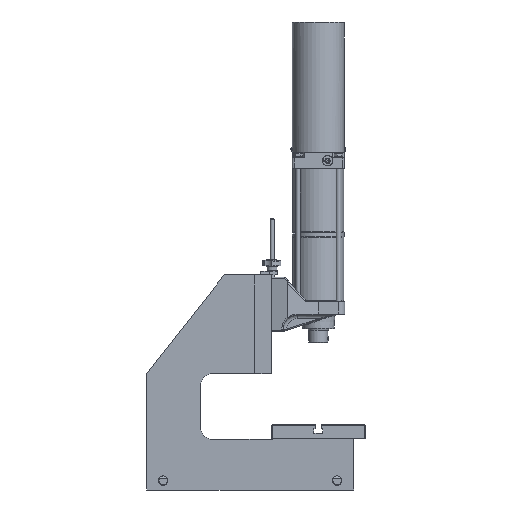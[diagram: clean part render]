
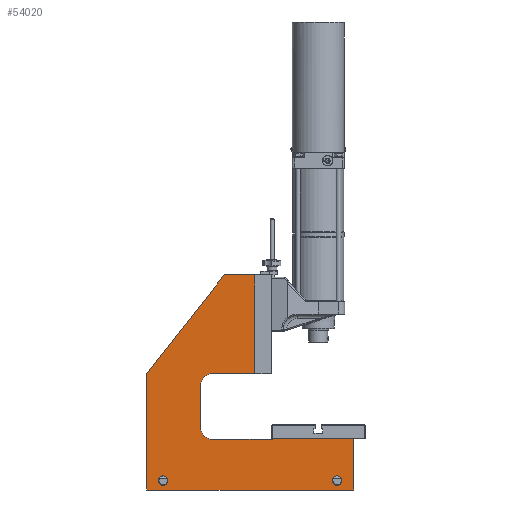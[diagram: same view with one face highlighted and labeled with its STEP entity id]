
A CAD part, left-side view. The second image highlights one B-rep face of the part: STEP entity #54020.
In plain terms, the highlighted planar face has unit normal (-1, 0, 0).
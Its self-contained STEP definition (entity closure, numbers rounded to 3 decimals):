
#48437=CARTESIAN_POINT('',(-13.68,28.386,30.));
#48438=VERTEX_POINT('',#48437);
#48439=CARTESIAN_POINT('',(-13.68,41.614,30.));
#48440=VERTEX_POINT('',#48439);
#48441=CARTESIAN_POINT('',(-13.68,35.0,22.5));
#48442=DIRECTION('',(1.0,0.0,0.0));
#48443=DIRECTION('',(0.0,-1.0,0.0));
#48444=AXIS2_PLACEMENT_3D('',#48441,#48442,#48443);
#48445=CIRCLE('',#48444,10.0);
#48446=EDGE_CURVE('',#48438,#48440,#48445,.T.);
#49397=CARTESIAN_POINT('',(-13.68,35.0,22.5));
#49398=DIRECTION('',(1.0,0.0,0.0));
#49399=DIRECTION('',(0.0,-1.0,0.0));
#49400=AXIS2_PLACEMENT_3D('',#49397,#49398,#49399);
#49401=CIRCLE('',#49400,10.0);
#49402=EDGE_CURVE('',#48440,#48438,#49401,.T.);
#49597=CARTESIAN_POINT('',(-13.68,398.386,30.));
#49598=VERTEX_POINT('',#49597);
#49599=CARTESIAN_POINT('',(-13.68,411.614,30.));
#49600=VERTEX_POINT('',#49599);
#49601=CARTESIAN_POINT('',(-13.68,405.0,22.5));
#49602=DIRECTION('',(1.0,0.0,0.0));
#49603=DIRECTION('',(0.0,-1.0,0.0));
#49604=AXIS2_PLACEMENT_3D('',#49601,#49602,#49603);
#49605=CIRCLE('',#49604,10.0);
#49606=EDGE_CURVE('',#49598,#49600,#49605,.T.);
#50581=CARTESIAN_POINT('',(-13.68,405.0,22.5));
#50582=DIRECTION('',(1.0,0.0,0.0));
#50583=DIRECTION('',(0.0,-1.0,0.0));
#50584=AXIS2_PLACEMENT_3D('',#50581,#50582,#50583);
#50585=CIRCLE('',#50584,10.0);
#50586=EDGE_CURVE('',#49600,#49598,#50585,.T.);
#51090=CARTESIAN_POINT('',(-13.68,275.,460.0));
#51091=VERTEX_POINT('',#51090);
#51098=CARTESIAN_POINT('',(-13.68,210.,460.0));
#51099=VERTEX_POINT('',#51098);
#51100=CARTESIAN_POINT('',(-13.68,275.,460.0));
#51101=DIRECTION('',(0.0,-1.0,0.0));
#51102=VECTOR('',#51101,65.);
#51103=LINE('',#51100,#51102);
#51104=EDGE_CURVE('',#51091,#51099,#51103,.T.);
#51832=CARTESIAN_POINT('',(-13.68,0.0,112.5));
#51833=VERTEX_POINT('',#51832);
#51834=CARTESIAN_POINT('',(-13.68,170.67,112.5));
#51835=VERTEX_POINT('',#51834);
#51836=CARTESIAN_POINT('',(-13.68,0.0,112.5));
#51837=DIRECTION('',(0.0,1.0,0.0));
#51838=VECTOR('',#51837,170.67);
#51839=LINE('',#51836,#51838);
#51840=EDGE_CURVE('',#51833,#51835,#51839,.T.);
#53916=CARTESIAN_POINT('',(-13.68,254.683,169.887));
#53917=DIRECTION('',(-1.0,0.0,0.0));
#53918=DIRECTION('',(0.0,-1.0,0.0));
#53919=AXIS2_PLACEMENT_3D('',#53916,#53917,#53918);
#53920=PLANE('',#53919);
#53921=CARTESIAN_POINT('',(-13.68,440.0,2.5));
#53922=VERTEX_POINT('',#53921);
#53923=CARTESIAN_POINT('',(-13.68,0.0,2.5));
#53924=VERTEX_POINT('',#53923);
#53925=CARTESIAN_POINT('',(-13.68,440.0,2.5));
#53926=DIRECTION('',(0.0,-1.0,0.0));
#53927=VECTOR('',#53926,440.0);
#53928=LINE('',#53925,#53927);
#53929=EDGE_CURVE('',#53922,#53924,#53928,.T.);
#53930=ORIENTED_EDGE('',*,*,#53929,.T.);
#53931=CARTESIAN_POINT('',(-13.68,0.0,112.5));
#53932=DIRECTION('',(0.0,0.0,-1.0));
#53933=VECTOR('',#53932,110.);
#53934=LINE('',#53931,#53933);
#53935=EDGE_CURVE('',#51833,#53924,#53934,.T.);
#53936=ORIENTED_EDGE('',*,*,#53935,.F.);
#53937=ORIENTED_EDGE('',*,*,#51840,.T.);
#53938=CARTESIAN_POINT('',(-13.68,175.0,110.));
#53939=VERTEX_POINT('',#53938);
#53940=CARTESIAN_POINT('',(-13.68,175.0,115.));
#53941=DIRECTION('',(-1.,0.0,0.0));
#53942=DIRECTION('',(0.0,-0.707,-0.707));
#53943=AXIS2_PLACEMENT_3D('',#53940,#53941,#53942);
#53944=CIRCLE('',#53943,5.);
#53945=EDGE_CURVE('',#53939,#51835,#53944,.T.);
#53946=ORIENTED_EDGE('',*,*,#53945,.F.);
#53947=CARTESIAN_POINT('',(-13.68,300.,110.0));
#53948=VERTEX_POINT('',#53947);
#53949=CARTESIAN_POINT('',(-13.68,300.,110.0));
#53950=DIRECTION('',(0.0,-1.0,0.0));
#53951=VECTOR('',#53950,125.);
#53952=LINE('',#53949,#53951);
#53953=EDGE_CURVE('',#53948,#53939,#53952,.T.);
#53954=ORIENTED_EDGE('',*,*,#53953,.F.);
#53955=CARTESIAN_POINT('',(-13.68,325.,135.0));
#53956=VERTEX_POINT('',#53955);
#53957=CARTESIAN_POINT('',(-13.68,300.,135.0));
#53958=DIRECTION('',(-1.,0.0,0.0));
#53959=DIRECTION('',(0.0,0.707,-0.707));
#53960=AXIS2_PLACEMENT_3D('',#53957,#53958,#53959);
#53961=CIRCLE('',#53960,25.);
#53962=EDGE_CURVE('',#53956,#53948,#53961,.T.);
#53963=ORIENTED_EDGE('',*,*,#53962,.F.);
#53964=CARTESIAN_POINT('',(-13.68,325.,225.0));
#53965=VERTEX_POINT('',#53964);
#53966=CARTESIAN_POINT('',(-13.68,325.,225.0));
#53967=DIRECTION('',(0.0,0.0,-1.0));
#53968=VECTOR('',#53967,90.0);
#53969=LINE('',#53966,#53968);
#53970=EDGE_CURVE('',#53965,#53956,#53969,.T.);
#53971=ORIENTED_EDGE('',*,*,#53970,.F.);
#53972=CARTESIAN_POINT('',(-13.68,300.,250.0));
#53973=VERTEX_POINT('',#53972);
#53974=CARTESIAN_POINT('',(-13.68,300.,225.0));
#53975=DIRECTION('',(-1.,0.0,0.0));
#53976=DIRECTION('',(0.0,0.707,0.707));
#53977=AXIS2_PLACEMENT_3D('',#53974,#53975,#53976);
#53978=CIRCLE('',#53977,25.);
#53979=EDGE_CURVE('',#53973,#53965,#53978,.T.);
#53980=ORIENTED_EDGE('',*,*,#53979,.F.);
#53981=CARTESIAN_POINT('',(-13.68,210.,250.0));
#53982=VERTEX_POINT('',#53981);
#53983=CARTESIAN_POINT('',(-13.68,210.,250.0));
#53984=DIRECTION('',(0.0,1.0,0.0));
#53985=VECTOR('',#53984,90.0);
#53986=LINE('',#53983,#53985);
#53987=EDGE_CURVE('',#53982,#53973,#53986,.T.);
#53988=ORIENTED_EDGE('',*,*,#53987,.F.);
#53989=CARTESIAN_POINT('',(-13.68,210.,460.0));
#53990=DIRECTION('',(0.0,0.0,-1.0));
#53991=VECTOR('',#53990,210.0);
#53992=LINE('',#53989,#53991);
#53993=EDGE_CURVE('',#51099,#53982,#53992,.T.);
#53994=ORIENTED_EDGE('',*,*,#53993,.F.);
#53995=ORIENTED_EDGE('',*,*,#51104,.F.);
#53996=CARTESIAN_POINT('',(-13.68,440.,250.0));
#53997=VERTEX_POINT('',#53996);
#53998=CARTESIAN_POINT('',(-13.68,440.,250.0));
#53999=DIRECTION('',(0.0,-0.618,0.786));
#54000=VECTOR('',#53999,267.067);
#54001=LINE('',#53998,#54000);
#54002=EDGE_CURVE('',#53997,#51091,#54001,.T.);
#54003=ORIENTED_EDGE('',*,*,#54002,.F.);
#54004=CARTESIAN_POINT('',(-13.68,440.0,2.5));
#54005=DIRECTION('',(0.0,0.0,1.0));
#54006=VECTOR('',#54005,247.5);
#54007=LINE('',#54004,#54006);
#54008=EDGE_CURVE('',#53922,#53997,#54007,.T.);
#54009=ORIENTED_EDGE('',*,*,#54008,.F.);
#54010=EDGE_LOOP('',(#53930,#53936,#53937,#53946,#53954,#53963,#53971,#53980,#53988,#53994,#53995,#54003,#54009));
#54011=FACE_OUTER_BOUND('',#54010,.T.);
#54012=ORIENTED_EDGE('',*,*,#49606,.T.);
#54013=ORIENTED_EDGE('',*,*,#50586,.T.);
#54014=EDGE_LOOP('',(#54012,#54013));
#54015=FACE_BOUND('',#54014,.T.);
#54016=ORIENTED_EDGE('',*,*,#48446,.T.);
#54017=ORIENTED_EDGE('',*,*,#49402,.T.);
#54018=EDGE_LOOP('',(#54016,#54017));
#54019=FACE_BOUND('',#54018,.T.);
#54020=ADVANCED_FACE('',(#54011,#54015,#54019),#53920,.T.);
